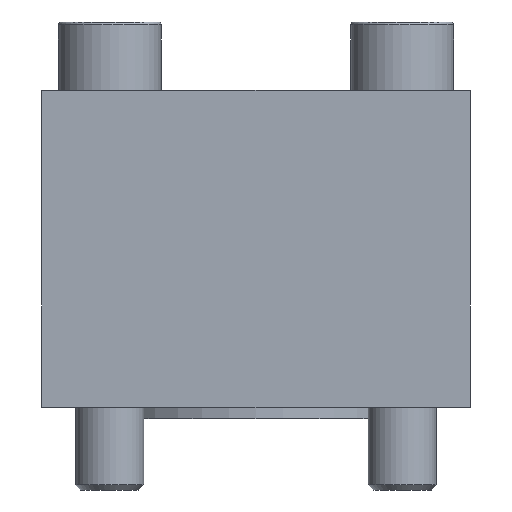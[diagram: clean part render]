
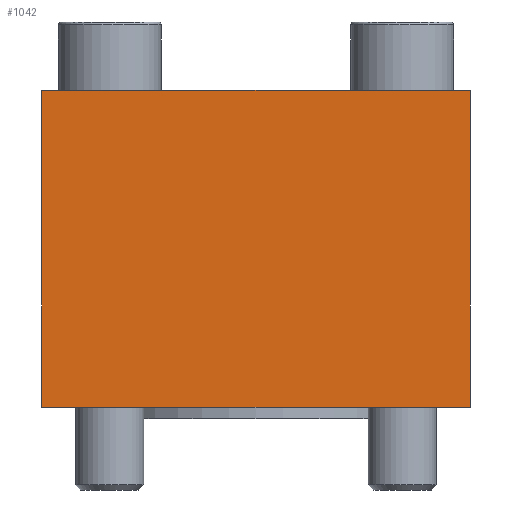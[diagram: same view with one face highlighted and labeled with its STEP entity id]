
A CAD part, left-side view. The second image highlights one B-rep face of the part: STEP entity #1042.
In plain terms, the highlighted planar face has unit normal (-1, 0, 0).
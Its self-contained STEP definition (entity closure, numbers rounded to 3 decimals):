
#35=LINE('',#1589,#119);
#39=LINE('',#1607,#123);
#40=LINE('',#1610,#124);
#41=LINE('',#1611,#125);
#119=VECTOR('',#1266,1000.);
#123=VECTOR('',#1282,1000.);
#124=VECTOR('',#1283,1000.);
#125=VECTOR('',#1284,1000.);
#204=PLANE('',#1142);
#264=ORIENTED_EDGE('',*,*,#520,.T.);
#265=ORIENTED_EDGE('',*,*,#521,.F.);
#266=ORIENTED_EDGE('',*,*,#512,.F.);
#267=ORIENTED_EDGE('',*,*,#522,.T.);
#512=EDGE_CURVE('',#640,#641,#35,.T.);
#520=EDGE_CURVE('',#648,#649,#39,.T.);
#521=EDGE_CURVE('',#641,#649,#40,.T.);
#522=EDGE_CURVE('',#640,#648,#41,.T.);
#640=VERTEX_POINT('',#1590);
#641=VERTEX_POINT('',#1591);
#648=VERTEX_POINT('',#1608);
#649=VERTEX_POINT('',#1609);
#786=EDGE_LOOP('',(#264,#265,#266,#267));
#909=FACE_BOUND('',#786,.T.);
#1042=ADVANCED_FACE('',(#909),#204,.F.);
#1142=AXIS2_PLACEMENT_3D('',#1606,#1280,#1281);
#1266=DIRECTION('',(0.,-1.,0.));
#1280=DIRECTION('',(1.,0.,0.));
#1281=DIRECTION('',(0.,0.,-1.));
#1282=DIRECTION('',(0.,-1.,0.));
#1283=DIRECTION('',(0.,0.,-1.));
#1284=DIRECTION('',(0.,0.,-1.));
#1589=CARTESIAN_POINT('',(-75.,75.,115.));
#1590=CARTESIAN_POINT('',(-75.,75.,115.));
#1591=CARTESIAN_POINT('',(-75.,-75.,115.));
#1606=CARTESIAN_POINT('',(-75.,75.,115.));
#1607=CARTESIAN_POINT('',(-75.,75.,4.));
#1608=CARTESIAN_POINT('',(-75.,75.,4.));
#1609=CARTESIAN_POINT('',(-75.,-75.,4.));
#1610=CARTESIAN_POINT('',(-75.,-75.,115.));
#1611=CARTESIAN_POINT('',(-75.,75.,115.));
